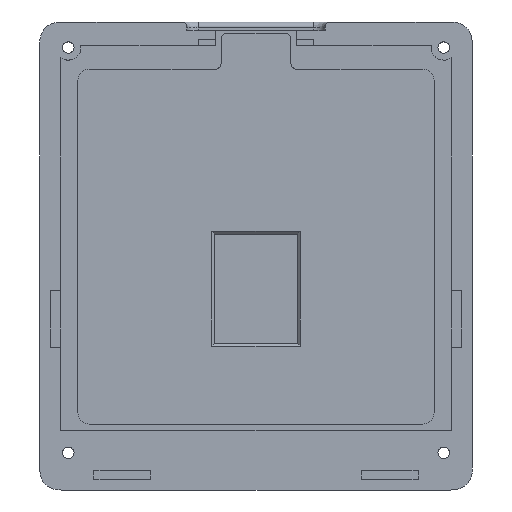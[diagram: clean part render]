
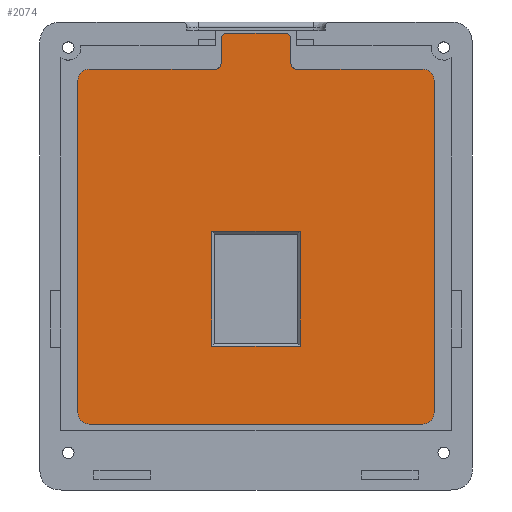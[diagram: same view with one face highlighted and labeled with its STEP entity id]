
A CAD part, top view. The second image highlights one B-rep face of the part: STEP entity #2074.
In plain terms, the highlighted free-form (B-spline) face has degree [1, 1] with [2, 2] control points.
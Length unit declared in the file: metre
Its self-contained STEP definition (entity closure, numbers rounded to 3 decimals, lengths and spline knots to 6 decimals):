
#120=LINE('',#3246,#283);
#121=LINE('',#3251,#284);
#122=LINE('',#3255,#285);
#123=LINE('',#3259,#286);
#124=LINE('',#3263,#287);
#125=LINE('',#3267,#288);
#126=LINE('',#3271,#289);
#127=LINE('',#3275,#290);
#128=LINE('',#3278,#291);
#129=LINE('',#3281,#292);
#130=LINE('',#3283,#293);
#131=LINE('',#3285,#294);
#283=VECTOR('',#2454,1.);
#284=VECTOR('',#2457,1.);
#285=VECTOR('',#2460,1.);
#286=VECTOR('',#2463,1.);
#287=VECTOR('',#2466,1.);
#288=VECTOR('',#2469,1.);
#289=VECTOR('',#2472,1.);
#290=VECTOR('',#2475,1.);
#291=VECTOR('',#2478,1.);
#292=VECTOR('',#2479,1.);
#293=VECTOR('',#2480,1.);
#294=VECTOR('',#2481,1.);
#380=B_SPLINE_SURFACE_WITH_KNOTS('',1,1,((#3242,#3243),(#3244,#3245)),
 .PLANE_SURF.,.F.,.F.,.F.,(2,2),(2,2),(0.,1.),(0.,1.),.UNSPECIFIED.);
#687=ORIENTED_EDGE('',*,*,#1293,.F.);
#688=ORIENTED_EDGE('',*,*,#1294,.T.);
#689=ORIENTED_EDGE('',*,*,#1295,.F.);
#690=ORIENTED_EDGE('',*,*,#1296,.T.);
#691=ORIENTED_EDGE('',*,*,#1297,.T.);
#692=ORIENTED_EDGE('',*,*,#1298,.T.);
#693=ORIENTED_EDGE('',*,*,#1299,.T.);
#694=ORIENTED_EDGE('',*,*,#1300,.T.);
#695=ORIENTED_EDGE('',*,*,#1301,.F.);
#696=ORIENTED_EDGE('',*,*,#1302,.T.);
#697=ORIENTED_EDGE('',*,*,#1303,.F.);
#698=ORIENTED_EDGE('',*,*,#1304,.T.);
#699=ORIENTED_EDGE('',*,*,#1305,.T.);
#700=ORIENTED_EDGE('',*,*,#1306,.T.);
#701=ORIENTED_EDGE('',*,*,#1307,.T.);
#702=ORIENTED_EDGE('',*,*,#1308,.T.);
#703=ORIENTED_EDGE('',*,*,#1309,.T.);
#704=ORIENTED_EDGE('',*,*,#1310,.T.);
#705=ORIENTED_EDGE('',*,*,#1311,.T.);
#706=ORIENTED_EDGE('',*,*,#1312,.T.);
#1293=EDGE_CURVE('',#1568,#1569,#120,.F.);
#1294=EDGE_CURVE('',#1568,#1570,#1686,.T.);
#1295=EDGE_CURVE('',#1571,#1570,#121,.T.);
#1296=EDGE_CURVE('',#1571,#1572,#1687,.T.);
#1297=EDGE_CURVE('',#1572,#1573,#122,.F.);
#1298=EDGE_CURVE('',#1573,#1574,#1688,.F.);
#1299=EDGE_CURVE('',#1574,#1575,#123,.T.);
#1300=EDGE_CURVE('',#1575,#1576,#1689,.T.);
#1301=EDGE_CURVE('',#1577,#1576,#124,.T.);
#1302=EDGE_CURVE('',#1577,#1578,#1690,.T.);
#1303=EDGE_CURVE('',#1579,#1578,#125,.T.);
#1304=EDGE_CURVE('',#1579,#1580,#1691,.F.);
#1305=EDGE_CURVE('',#1580,#1581,#126,.F.);
#1306=EDGE_CURVE('',#1581,#1582,#1692,.T.);
#1307=EDGE_CURVE('',#1582,#1583,#127,.T.);
#1308=EDGE_CURVE('',#1583,#1569,#1693,.T.);
#1309=EDGE_CURVE('',#1584,#1585,#128,.T.);
#1310=EDGE_CURVE('',#1585,#1586,#129,.T.);
#1311=EDGE_CURVE('',#1586,#1587,#130,.T.);
#1312=EDGE_CURVE('',#1587,#1584,#131,.T.);
#1568=VERTEX_POINT('',#3247);
#1569=VERTEX_POINT('',#3248);
#1570=VERTEX_POINT('',#3250);
#1571=VERTEX_POINT('',#3252);
#1572=VERTEX_POINT('',#3254);
#1573=VERTEX_POINT('',#3256);
#1574=VERTEX_POINT('',#3258);
#1575=VERTEX_POINT('',#3260);
#1576=VERTEX_POINT('',#3262);
#1577=VERTEX_POINT('',#3264);
#1578=VERTEX_POINT('',#3266);
#1579=VERTEX_POINT('',#3268);
#1580=VERTEX_POINT('',#3270);
#1581=VERTEX_POINT('',#3272);
#1582=VERTEX_POINT('',#3274);
#1583=VERTEX_POINT('',#3276);
#1584=VERTEX_POINT('',#3279);
#1585=VERTEX_POINT('',#3280);
#1586=VERTEX_POINT('',#3282);
#1587=VERTEX_POINT('',#3284);
#1686=CIRCLE('',#2238,0.002);
#1687=CIRCLE('',#2239,0.002);
#1688=CIRCLE('',#2240,0.001);
#1689=CIRCLE('',#2241,0.001);
#1690=CIRCLE('',#2242,0.001);
#1691=CIRCLE('',#2243,0.001);
#1692=CIRCLE('',#2244,0.002);
#1693=CIRCLE('',#2245,0.002);
#1747=EDGE_LOOP('',(#687,#688,#689,#690,#691,#692,#693,#694,#695,#696,#697,
#698,#699,#700,#701,#702));
#1748=EDGE_LOOP('',(#703,#704,#705,#706));
#1888=FACE_BOUND('',#1747,.T.);
#1889=FACE_BOUND('',#1748,.T.);
#2074=ADVANCED_FACE('',(#1888,#1889),#380,.T.);
#2238=AXIS2_PLACEMENT_3D('',#3249,#2455,#2456);
#2239=AXIS2_PLACEMENT_3D('',#3253,#2458,#2459);
#2240=AXIS2_PLACEMENT_3D('',#3257,#2461,#2462);
#2241=AXIS2_PLACEMENT_3D('',#3261,#2464,#2465);
#2242=AXIS2_PLACEMENT_3D('',#3265,#2467,#2468);
#2243=AXIS2_PLACEMENT_3D('',#3269,#2470,#2471);
#2244=AXIS2_PLACEMENT_3D('',#3273,#2473,#2474);
#2245=AXIS2_PLACEMENT_3D('',#3277,#2476,#2477);
#2454=DIRECTION('',(1.,0.,0.));
#2455=DIRECTION('',(0.,0.,1.));
#2456=DIRECTION('',(1.,0.,0.));
#2457=DIRECTION('',(0.,-1.,0.));
#2458=DIRECTION('',(0.,0.,1.));
#2459=DIRECTION('',(1.,0.,0.));
#2460=DIRECTION('',(1.,0.,0.));
#2461=DIRECTION('',(0.,0.,1.));
#2462=DIRECTION('',(1.,0.,0.));
#2463=DIRECTION('',(0.,1.,0.));
#2464=DIRECTION('',(0.,0.,1.));
#2465=DIRECTION('',(1.,0.,0.));
#2466=DIRECTION('',(1.,0.,0.));
#2467=DIRECTION('',(0.,0.,1.));
#2468=DIRECTION('',(1.,0.,0.));
#2469=DIRECTION('',(0.,1.,0.));
#2470=DIRECTION('',(0.,0.,1.));
#2471=DIRECTION('',(1.,0.,0.));
#2472=DIRECTION('',(1.,0.,0.));
#2473=DIRECTION('',(0.,0.,1.));
#2474=DIRECTION('',(1.,0.,0.));
#2475=DIRECTION('',(0.,-1.,0.));
#2476=DIRECTION('',(0.,0.,1.));
#2477=DIRECTION('',(1.,0.,0.));
#2478=DIRECTION('',(1.,0.,0.));
#2479=DIRECTION('',(0.,-1.,0.));
#2480=DIRECTION('',(-1.,0.,0.));
#2481=DIRECTION('',(0.,1.,0.));
#3242=CARTESIAN_POINT('',(-0.03443,-0.037635,0.005));
#3243=CARTESIAN_POINT('',(-0.03443,0.037935,0.005));
#3244=CARTESIAN_POINT('',(0.03443,-0.037635,0.005));
#3245=CARTESIAN_POINT('',(0.03443,0.037935,0.005));
#3246=CARTESIAN_POINT('',(0.,-0.0342,0.005));
#3247=CARTESIAN_POINT('',(0.0293,-0.0342,0.005));
#3248=CARTESIAN_POINT('',(-0.0293,-0.0342,0.005));
#3249=CARTESIAN_POINT('',(0.0293,-0.0322,0.005));
#3250=CARTESIAN_POINT('',(0.0313,-0.0322,0.005));
#3251=CARTESIAN_POINT('',(0.0313,-0.003,0.005));
#3252=CARTESIAN_POINT('',(0.0313,0.0262,0.005));
#3253=CARTESIAN_POINT('',(0.0293,0.0262,0.005));
#3254=CARTESIAN_POINT('',(0.0293,0.0282,0.005));
#3255=CARTESIAN_POINT('',(0.,0.0282,0.005));
#3256=CARTESIAN_POINT('',(0.00715,0.0282,0.005));
#3257=CARTESIAN_POINT('',(0.00715,0.0292,0.005));
#3258=CARTESIAN_POINT('',(0.00615,0.0292,0.005));
#3259=CARTESIAN_POINT('',(0.00615,0.035,0.005));
#3260=CARTESIAN_POINT('',(0.00615,0.0335,0.005));
#3261=CARTESIAN_POINT('',(0.00515,0.0335,0.005));
#3262=CARTESIAN_POINT('',(0.00515,0.0345,0.005));
#3263=CARTESIAN_POINT('',(0.,0.0345,0.005));
#3264=CARTESIAN_POINT('',(-0.00515,0.0345,0.005));
#3265=CARTESIAN_POINT('',(-0.00515,0.0335,0.005));
#3266=CARTESIAN_POINT('',(-0.00615,0.0335,0.005));
#3267=CARTESIAN_POINT('',(-0.00615,0.035,0.005));
#3268=CARTESIAN_POINT('',(-0.00615,0.0292,0.005));
#3269=CARTESIAN_POINT('',(-0.00715,0.0292,0.005));
#3270=CARTESIAN_POINT('',(-0.00715,0.0282,0.005));
#3271=CARTESIAN_POINT('',(0.,0.0282,0.005));
#3272=CARTESIAN_POINT('',(-0.0293,0.0282,0.005));
#3273=CARTESIAN_POINT('',(-0.0293,0.0262,0.005));
#3274=CARTESIAN_POINT('',(-0.0313,0.0262,0.005));
#3275=CARTESIAN_POINT('',(-0.0313,-0.003,0.005));
#3276=CARTESIAN_POINT('',(-0.0313,-0.0322,0.005));
#3277=CARTESIAN_POINT('',(-0.0293,-0.0322,0.005));
#3278=CARTESIAN_POINT('',(0.,-0.0003,0.005));
#3279=CARTESIAN_POINT('',(-0.0078,-0.0003,0.005));
#3280=CARTESIAN_POINT('',(0.0078,-0.0003,0.005));
#3281=CARTESIAN_POINT('',(0.0078,0.,0.005));
#3282=CARTESIAN_POINT('',(0.0078,-0.0205,0.005));
#3283=CARTESIAN_POINT('',(-0.0073,-0.0205,0.005));
#3284=CARTESIAN_POINT('',(-0.0078,-0.0205,0.005));
#3285=CARTESIAN_POINT('',(-0.0078,-0.0008,0.005));
